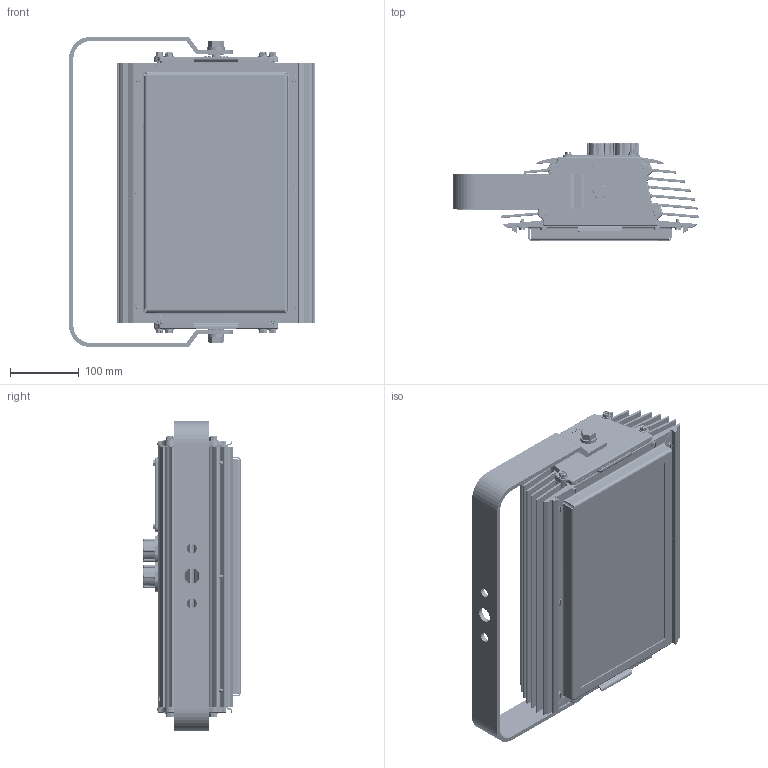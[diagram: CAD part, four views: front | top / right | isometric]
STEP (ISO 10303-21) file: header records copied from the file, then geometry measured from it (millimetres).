
FILE_DESCRIPTION(/* description */ ('KFL FLOOD ASSEMBLY'),/* implementation_level */ '2;1');
FILE_NAME(/* name */ 'KIL_KFLXXXXXXX-D75.stp',/* time_stamp */ '2019-03-11T12:47:35-05:00',/* author */ ('mbednara'),/* organization */ (''),/* preprocessor_version */ 'ST-DEVELOPER v17',/* originating_system */ 'Autodesk Inventor 2018',/* authorisation */ '');
FILE_SCHEMA (('AUTOMOTIVE_DESIGN { 1 0 10303 214 3 1 1 }'));
Products named in the file (27): 23475; 23005; 23007; 23011; 22800380404; ASME B18.21.1 - 1/2. Carbon Steel; ASME B18.21.1 - 9/16; ASME B18.21.1 - 1/2; ANSI/ASME B18.2.1 - 1/2-13 UNC - 0.75; ANSI B18.6.4 - 1/4-20 UNC - 0.75; 23099; 23099_1; ANSI B18.6.4 - 4-40 UNC - 0.375; ANSI B18.6.4 - 4-40 UNC - 0.25; 23347; ANSI B18.6.4 - 10-24 UNC - 0.5; 21667; ANSI B18.6.4 - 10-24 UNC - 0.375; SEE NX FILE 15884; 24079-2; 23967; 0.75 Hub Assembly; 0.75 Hub Body As Machined; 15722HBYB; Raco C-1-7910; 0.75 Lock Nut Machined; BINDING HEAD CH MACHINE SCREW
Assembly tree (67 placements, depth 3):
  23475
    23005  x2
    23007
    23011  x2
    22800380404
    ASME B18.21.1 - 1/2. Carbon Steel  x2
    ASME B18.21.1 - 9/16
    ASME B18.21.1 - 1/2
    ANSI/ASME B18.2.1 - 1/2-13 UNC - 0.75  x2
    ANSI B18.6.4 - 1/4-20 UNC - 0.75  x8
    23099
      23099_1
    ANSI B18.6.4 - 10-24 UNC - 0.5  x16
    ANSI B18.6.4 - 4-40 UNC - 0.375  x9
    ANSI B18.6.4 - 4-40 UNC - 0.25  x6
    23347
    21667
    ANSI B18.6.4 - 10-24 UNC - 0.375  x2
    SEE NX FILE 15884
    24079-2
    0.75 Hub Assembly  x2
      0.75 Hub Body As Machined
      15722HBYB
      Raco C-1-7910
      0.75 Lock Nut Machined
      BINDING HEAD CH MACHINE SCREW
    23967
Bounding box: 357.29 x 141.42 x 450.85 mm (x, y, z)
Volume: 3520589.4 mm3; surface area: 1541578.3 mm2
Topology: 69 solids, 69 shells, 7304 faces, 19318 edges, 12409 vertices
Faces by surface type: plane 3205, cylinder 1639, bspline 978, cone 728, sphere 447, torus 307
Full cylindrical faces by diameter (mm): 2.845 x15, 3.048 x25, 3.175 x4, 3.802 x18, 3.962 x2, 4.293 x20, 4.394 x1, 4.643 x1, 4.826 x34, 4.978 x8, 5.207 x1, 6.35 x18, 9.652 x1, 10.516 x19, 10.592 x2, 12.7 x2, 13.03 x2, 13.208 x8, 14.275 x4, 19.05 x2, 20.574 x2, 22.225 x1, 23.368 x2, 24.46 x2, 26.162 x2, 26.924 x2
Entity records: 134617 total; most frequent: CARTESIAN_POINT 40640, ORIENTED_EDGE 19680, DIRECTION 17362, EDGE_CURVE 9840, VERTEX_POINT 6322, AXIS2_PLACEMENT_3D 6123, LINE 5116, VECTOR 5116
